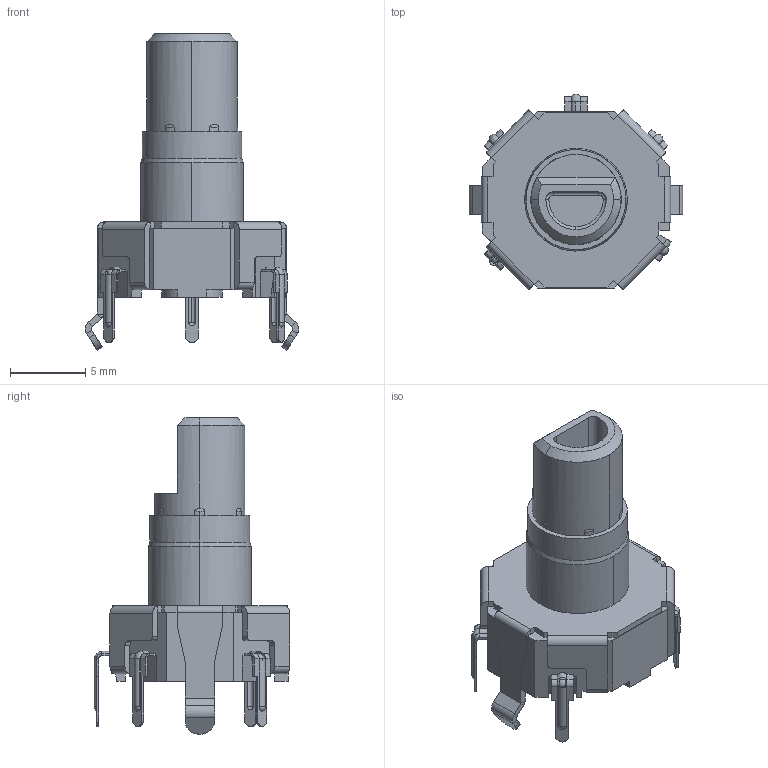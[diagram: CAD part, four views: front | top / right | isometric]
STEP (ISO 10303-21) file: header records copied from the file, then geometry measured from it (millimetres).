
FILE_DESCRIPTION(('FreeCAD Model'),'2;1');
FILE_NAME('EC12D1564402.step','2020-07-16T11:25:03',('kicad StepUp'),( 'ksu MCAD'),'Open CASCADE STEP processor 7.3','FreeCAD','Unknown');
FILE_SCHEMA(('AUTOMOTIVE_DESIGN { 1 0 10303 214 1 1 1 1 }'));
Length unit declared in the file: millimetre
Products named in the file (1): EC12D1564402
Bounding box: 14.15 x 12.96 x 20.98 mm (x, y, z)
Volume: 904.1 mm3; surface area: 878.3 mm2
Topology: 1 solids, 1 shells, 396 faces, 1017 edges, 620 vertices
Faces by surface type: plane 253, cylinder 106, revolution 16, sphere 12, cone 5, torus 4
Entity records: 15611 total; most frequent: CARTESIAN_POINT 3652, ORIENTED_EDGE 2020, DIRECTION 1690, EDGE_CURVE 1010, LINE 716, VECTOR 716, VERTEX_POINT 620, AXIS2_PLACEMENT_3D 479
